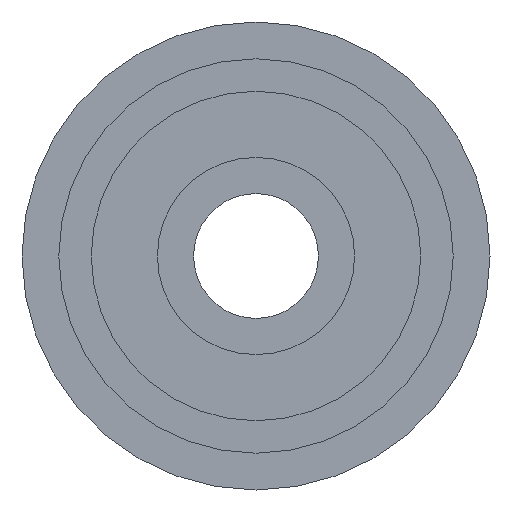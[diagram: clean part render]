
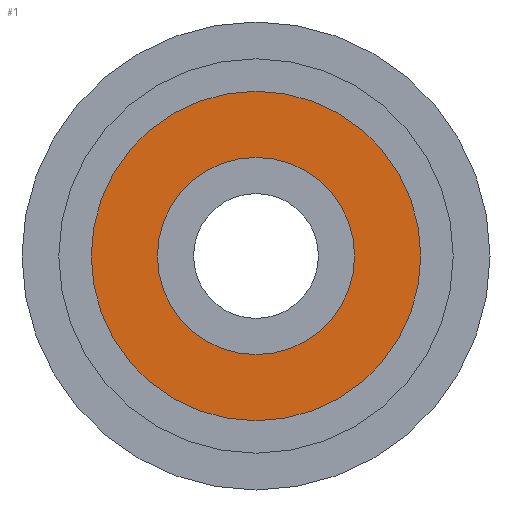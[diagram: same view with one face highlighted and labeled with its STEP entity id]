
A CAD part, front view. The second image highlights one B-rep face of the part: STEP entity #1.
In plain terms, the highlighted planar face has unit normal (0, -1, 0).
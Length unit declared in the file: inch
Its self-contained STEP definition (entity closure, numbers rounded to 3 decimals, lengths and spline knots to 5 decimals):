
#1 = ADVANCED_FACE ( 'NONE', ( #324, #335 ), #841, .T. ) ;
#89 = CIRCLE ( 'NONE', #876, 0.158 ) ;
#95 = CIRCLE ( 'NONE', #881, 0.264 ) ;
#105 = CIRCLE ( 'NONE', #900, 0.264 ) ;
#106 = CIRCLE ( 'NONE', #889, 0.158 ) ;
#185 = VERTEX_POINT ( 'NONE', #542 ) ;
#186 = VERTEX_POINT ( 'NONE', #543 ) ;
#198 = VERTEX_POINT ( 'NONE', #555 ) ;
#209 = VERTEX_POINT ( 'NONE', #566 ) ;
#277 = ORIENTED_EDGE ( 'NONE', *, *, #865, .T. ) ;
#278 = ORIENTED_EDGE ( 'NONE', *, *, #832, .F. ) ;
#280 = ORIENTED_EDGE ( 'NONE', *, *, #836, .T. ) ;
#281 = ORIENTED_EDGE ( 'NONE', *, *, #866, .F. ) ;
#324 = FACE_OUTER_BOUND ( 'NONE', #755, .T. ) ;
#332 = AXIS2_PLACEMENT_3D ( 'NONE', #840, #839, #838 ) ;
#335 = FACE_BOUND ( 'NONE', #756, .T. ) ;
#542 = CARTESIAN_POINT ( 'NONE',  ( 0., 0., 0.264 ) ) ;
#543 = CARTESIAN_POINT ( 'NONE',  ( 0., 0., -0.264 ) ) ;
#555 = CARTESIAN_POINT ( 'NONE',  ( 0., 0., -0.158 ) ) ;
#566 = CARTESIAN_POINT ( 'NONE',  ( 0., 0., 0.158 ) ) ;
#590 = CARTESIAN_POINT ( 'NONE',  ( 0., 0., 0. ) ) ;
#594 = DIRECTION ( 'NONE',  ( 0., -1., 0. ) ) ;
#595 = DIRECTION ( 'NONE',  ( 0., 0., -1. ) ) ;
#599 = CARTESIAN_POINT ( 'NONE',  ( 0., 0., 0. ) ) ;
#606 = DIRECTION ( 'NONE',  ( 0., -1., 0. ) ) ;
#607 = DIRECTION ( 'NONE',  ( 0., 0., -1. ) ) ;
#662 = CARTESIAN_POINT ( 'NONE',  ( 0., 0., 0. ) ) ;
#663 = DIRECTION ( 'NONE',  ( 0., -1., 0. ) ) ;
#664 = DIRECTION ( 'NONE',  ( 0., 0., -1. ) ) ;
#665 = CARTESIAN_POINT ( 'NONE',  ( 0., 0., 0. ) ) ;
#666 = DIRECTION ( 'NONE',  ( 0., -1., 0. ) ) ;
#667 = DIRECTION ( 'NONE',  ( 0., 0., -1. ) ) ;
#755 = EDGE_LOOP ( 'NONE', ( #277, #280 ) ) ;
#756 = EDGE_LOOP ( 'NONE', ( #278, #281 ) ) ;
#832 = EDGE_CURVE ( 'NONE', #209, #198, #89, .T. ) ;
#836 = EDGE_CURVE ( 'NONE', #186, #185, #95, .T. ) ;
#838 = DIRECTION ( 'NONE',  ( 0., 0., -1. ) ) ;
#839 = DIRECTION ( 'NONE',  ( 0., -1., 0. ) ) ;
#840 = CARTESIAN_POINT ( 'NONE',  ( 0., 0., 0. ) ) ;
#841 = PLANE ( 'NONE',  #332 ) ;
#865 = EDGE_CURVE ( 'NONE', #185, #186, #105, .T. ) ;
#866 = EDGE_CURVE ( 'NONE', #198, #209, #106, .T. ) ;
#876 = AXIS2_PLACEMENT_3D ( 'NONE', #590, #594, #595 ) ;
#881 = AXIS2_PLACEMENT_3D ( 'NONE', #599, #606, #607 ) ;
#889 = AXIS2_PLACEMENT_3D ( 'NONE', #665, #666, #667 ) ;
#900 = AXIS2_PLACEMENT_3D ( 'NONE', #662, #663, #664 ) ;
